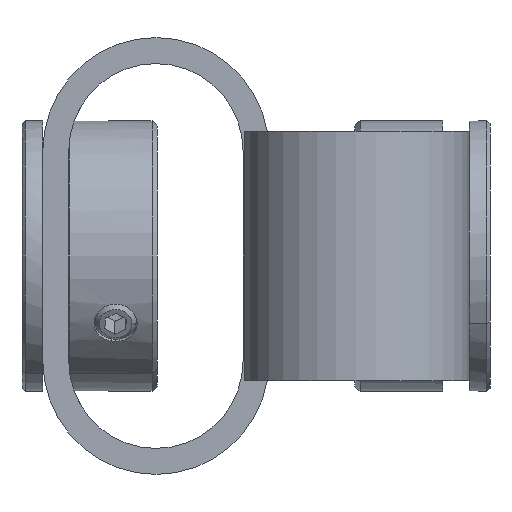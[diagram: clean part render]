
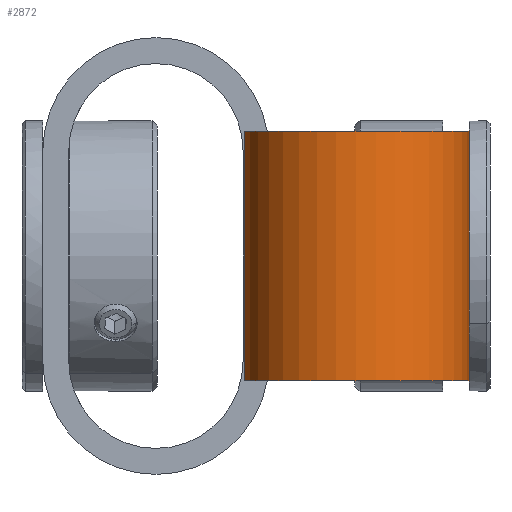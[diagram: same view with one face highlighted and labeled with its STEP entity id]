
A CAD part, front view. The second image highlights one B-rep face of the part: STEP entity #2872.
In plain terms, the highlighted cylindrical face has radius 10.875 mm (diameter 21.75 mm), a partial arc.
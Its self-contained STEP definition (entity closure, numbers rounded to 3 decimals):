
#820=CARTESIAN_POINT('',(-17.404,11.976,-3.133));
#821=DIRECTION('',(0.,0.,-1.));
#822=DIRECTION('',(1.,0.,0.));
#823=AXIS2_PLACEMENT_3D('',#820,#821,#822);
#953=CARTESIAN_POINT('',(-17.404,11.976,20.867));
#954=DIRECTION('',(0.,0.,1.));
#955=DIRECTION('',(-0.985,-0.172,0.));
#956=AXIS2_PLACEMENT_3D('',#953,#954,#955);
#1003=DIRECTION('',(0.,0.,-1.));
#1004=VECTOR('',#1003,16.308);
#1005=CARTESIAN_POINT('',(-6.529,11.976,17.02));
#1006=LINE('',#1005,#1004);
#1016=DIRECTION('',(0.,0.,-1.));
#1017=VECTOR('',#1016,24.);
#1018=CARTESIAN_POINT('',(-28.116,10.101,20.867));
#1019=LINE('',#1018,#1017);
#1020=DIRECTION('',(0.,0.,1.));
#1021=VECTOR('',#1020,3.846);
#1022=CARTESIAN_POINT('',(-6.529,11.976,17.02));
#1023=LINE('',#1022,#1021);
#1024=DIRECTION('',(0.,0.,1.));
#1025=VECTOR('',#1024,3.846);
#1026=CARTESIAN_POINT('',(-6.529,11.976,
-3.133));
#1027=LINE('',#1026,#1025);
#2137=CARTESIAN_POINT('',(-6.529,11.976,17.02));
#2138=CARTESIAN_POINT('',(-6.529,11.976,
0.713));
#2139=VERTEX_POINT('',#2137);
#2140=VERTEX_POINT('',#2138);
#2153=CARTESIAN_POINT('',(-6.529,11.976,20.867));
#2154=VERTEX_POINT('',#2153);
#2159=CARTESIAN_POINT('',(-6.529,11.976,
-3.133));
#2160=VERTEX_POINT('',#2159);
#2193=CARTESIAN_POINT('',(-28.116,10.101,
-3.133));
#2195=VERTEX_POINT('',#2193);
#2220=CARTESIAN_POINT('',(-28.116,10.101,20.867));
#2222=VERTEX_POINT('',#2220);
#2858=CARTESIAN_POINT('',(-17.404,11.976,20.867));
#2859=DIRECTION('',(0.,0.,-1.));
#2860=DIRECTION('',(0.707,-0.707,0.));
#2861=AXIS2_PLACEMENT_3D('',#2858,#2859,#2860);
#2862=CYLINDRICAL_SURFACE('',#2861,10.875);
#2863=ORIENTED_EDGE('',*,*,#2601,.F.);
#2864=ORIENTED_EDGE('',*,*,#2745,.T.);
#2865=ORIENTED_EDGE('',*,*,#2852,.F.);
#2866=ORIENTED_EDGE('',*,*,#2820,.T.);
#2868=ORIENTED_EDGE('',*,*,#2867,.F.);
#2869=ORIENTED_EDGE('',*,*,#2557,.T.);
#2870=EDGE_LOOP('',(#2863,#2864,#2865,#2866,#2868,#2869));
#2871=FACE_OUTER_BOUND('',#2870,.F.);
#2872=ADVANCED_FACE('',(#2871),#2862,.T.);
#824=CIRCLE('',#823,10.875);
#957=CIRCLE('',#956,10.875);
#2557=EDGE_CURVE('',#2160,#2195,#824,.T.);
#2601=EDGE_CURVE('',#2222,#2195,#1019,.T.);
#2745=EDGE_CURVE('',#2222,#2154,#957,.T.);
#2820=EDGE_CURVE('',#2139,#2140,#1006,.T.);
#2852=EDGE_CURVE('',#2139,#2154,#1023,.T.);
#2867=EDGE_CURVE('',#2160,#2140,#1027,.T.);
